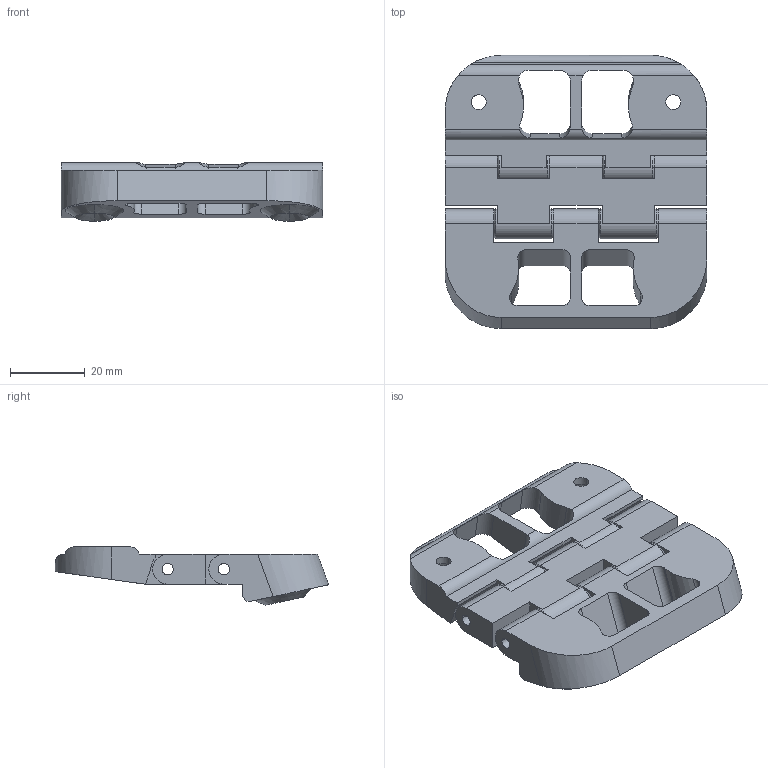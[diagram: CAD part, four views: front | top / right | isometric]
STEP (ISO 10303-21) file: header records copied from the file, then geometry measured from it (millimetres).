
FILE_DESCRIPTION (( 'STEP AP214' ), '1' );
FILE_NAME ('Board crampon riser.STEP', '2019-05-13T21:46:33', ( '' ), ( '' ), 'SwSTEP 2.0', 'SolidWorks 2018', '' );
FILE_SCHEMA (( 'AUTOMOTIVE_DESIGN' ));
Length unit declared in the file: millimetre
Products named in the file (1): Board crampon riser
Bounding box: 70 x 72.98 x 15.62 mm (x, y, z)
Volume: 30063.7 mm3; surface area: 16741.1 mm2
Topology: 3 solids, 3 shells, 194 faces, 562 edges, 360 vertices
Faces by surface type: cylinder 82, plane 68, cone 44
Entity records: 6640 total; most frequent: CARTESIAN_POINT 1405, ORIENTED_EDGE 1124, DIRECTION 1098, EDGE_CURVE 562, AXIS2_PLACEMENT_3D 399, VERTEX_POINT 360, VECTOR 300, LINE 300
